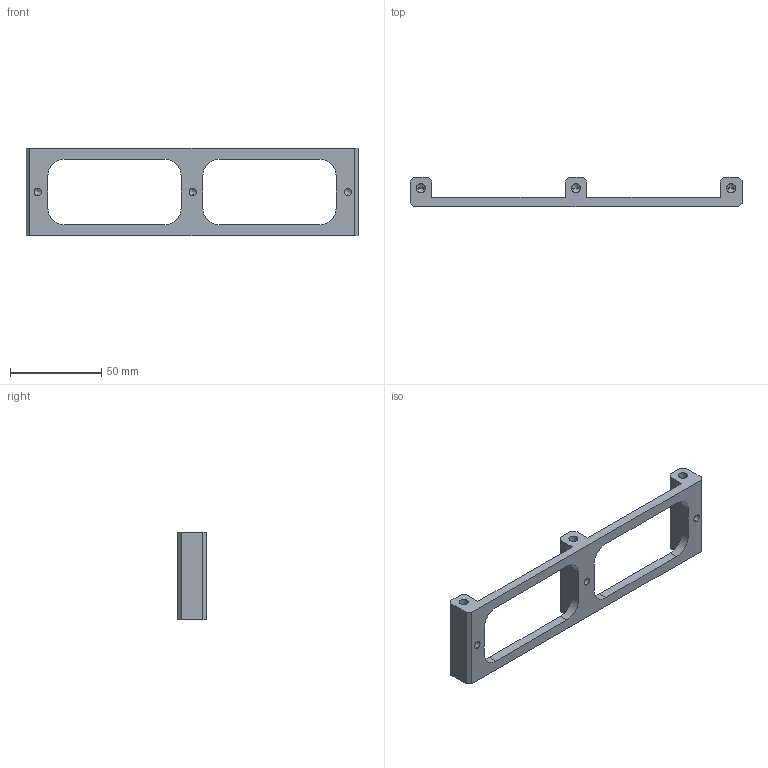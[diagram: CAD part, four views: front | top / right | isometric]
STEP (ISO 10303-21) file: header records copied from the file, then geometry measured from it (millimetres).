
FILE_DESCRIPTION (( 'STEP AP214' ), '1' );
FILE_NAME ('Entretoise (003-131).STEP', '2017-02-23T14:16:38', ( 'UTILISATEUR' ), ( '' ), 'SwSTEP 2.0', 'SolidWorks 2012', '' );
FILE_SCHEMA (( 'AUTOMOTIVE_DESIGN' ));
Length unit declared in the file: millimetre
Products named in the file (1): Entretoise (003-131)
Bounding box: 182 x 16 x 48 mm (x, y, z)
Volume: 33674.2 mm3; surface area: 17224.7 mm2
Topology: 1 solids, 1 shells, 72 faces, 198 edges, 117 vertices
Faces by surface type: plane 28, cylinder 26, cone 18
Entity records: 2384 total; most frequent: DIRECTION 378, CARTESIAN_POINT 370, ORIENTED_EDGE 360, EDGE_CURVE 180, VECTOR 128, LINE 128, AXIS2_PLACEMENT_3D 125, VERTEX_POINT 117
